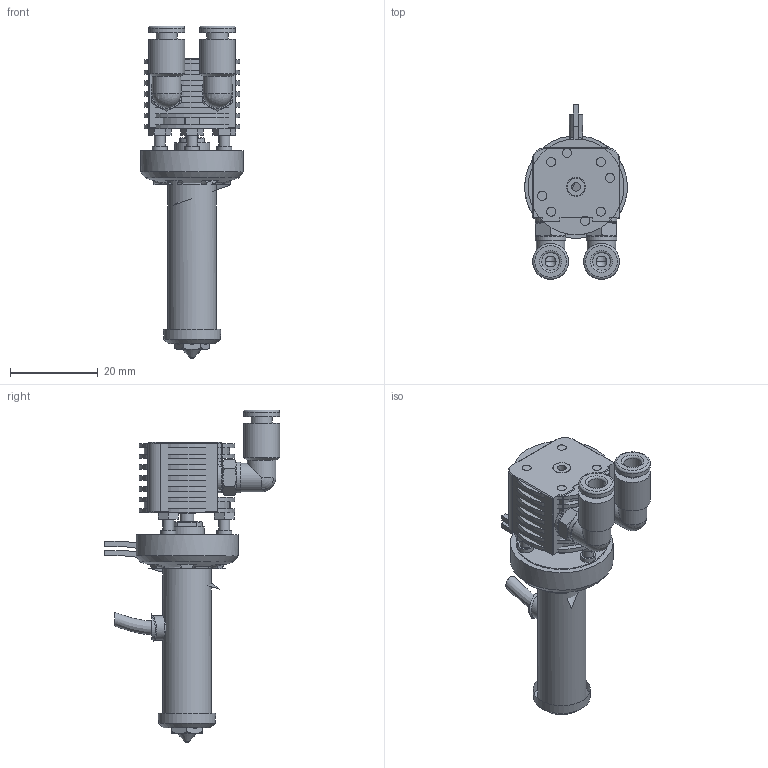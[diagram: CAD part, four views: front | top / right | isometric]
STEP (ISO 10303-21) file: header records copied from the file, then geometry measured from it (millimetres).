
FILE_DESCRIPTION(/* description */ (''),/* implementation_level */ '2;1');
FILE_NAME(/* name */ 'Goliath.step',/* time_stamp */ '2024-04-08T20:35:49-06:00',/* author */ (''),/* organization */ (''),/* preprocessor_version */ 'ST-DEVELOPER v20',/* originating_system */ 'Autodesk Translation Framework v12.20.1.177',/* authorisation */ '');
FILE_SCHEMA (('AUTOMOTIVE_DESIGN { 1 0 10303 214 3 1 1 }'));
Length unit declared in the file: millimetre
Products named in the file (10): Goliath; Goliath Air cooled; Goliath Water cooled; HotParts; Standoff; Heat Break; Heater Block; Silicone Sock; V6 Nozzle; PT1000
Assembly tree (11 placements, depth 3):
  Goliath
    Goliath Air cooled
    Goliath Water cooled
    HotParts
      Standoff  x3
      Heat Break
      Heater Block
      Silicone Sock
      V6 Nozzle
      PT1000
Bounding box: 23.35 x 39.9 x 75.65 mm (x, y, z)
Volume: 19230.5 mm3; surface area: 19041.2 mm2
Topology: 19 solids, 19 shells, 442 faces, 978 edges, 620 vertices
Faces by surface type: plane 187, cylinder 136, cone 70, bspline 28, torus 17, sphere 4
Full cylindrical faces by diameter (mm): 0.4 x1, 1.623 x6, 2 x6, 2.075 x8, 2.2 x9, 2.43 x3, 2.5 x5, 2.529 x1, 3 x2, 3.15 x1, 3.385 x3, 3.961 x6, 4 x4, 4.1 x1, 4.3 x1, 4.8 x2, 5 x5, 5.035 x2, 5.5 x1, 5.6 x1, 5.884 x2, 6.5 x4, 6.94 x1, 7 x3, 7.05 x2, 8 x1, 8.2 x4, 8.89 x1, 10 x5, 11 x1
Entity records: 14651 total; most frequent: CARTESIAN_POINT 5190, DIRECTION 1889, ORIENTED_EDGE 1812, EDGE_CURVE 906, AXIS2_PLACEMENT_3D 775, VERTEX_POINT 578, EDGE_LOOP 514, FACE_OUTER_BOUND 410
